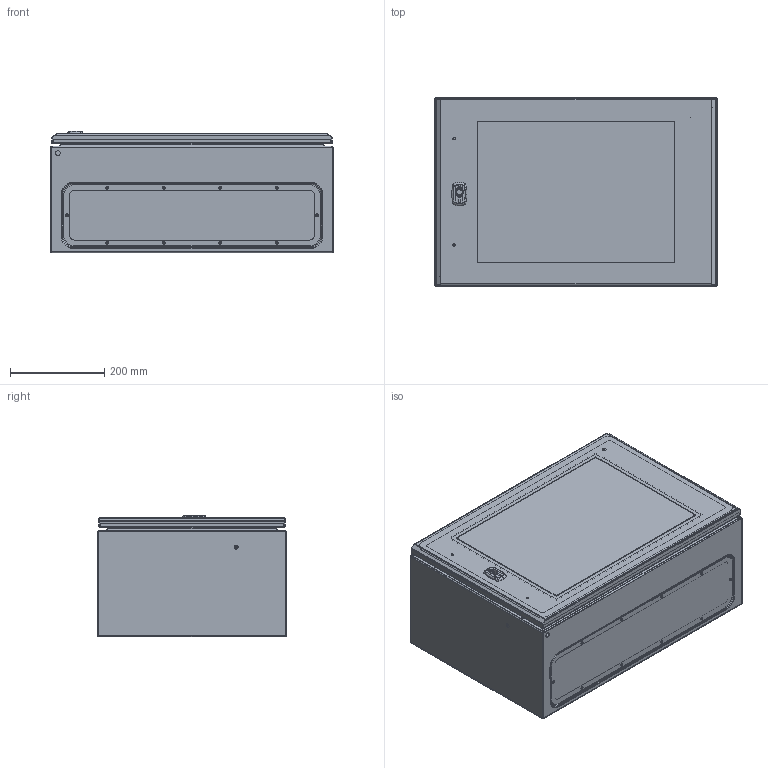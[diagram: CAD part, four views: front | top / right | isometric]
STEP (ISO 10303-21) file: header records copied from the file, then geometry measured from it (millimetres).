
FILE_DESCRIPTION(('STEP AP214'),'1');
FILE_NAME(' ',' ',('TraceParts'),('TraceParts S.A.'),'XStep 1.0',' ',' ');
FILE_SCHEMA(('automotive_design'));
Length unit declared in the file: millimetre
Products named in the file (25): nsys3d4625t_a_asm|51140585-S_4X6X2-5_ASM:1|51140583-S_ASM:1|51140583-S:1;51140583-S; nsys3d4625t_a_asm|51140585-S_4X6X2-5_ASM:1|51140583-S_ASM:1|ENN2538A_M8X25:1;ENN2538A_M8X25; nsys3d4625t_a_asm|51140585-S_4X6X2-5_ASM:1|51140583-S_ASM:2|51140583-S:1;51140583-S; nsys3d4625t_a_asm|51140585-S_4X6X2-5_ASM:1|51140583-S_ASM:2|ENN2538A_M8X25:1;ENN2538A_M8X25; nsys3d4625t_a_asm|51140585-S_4X6X2-5_ASM:1|51140583-S_ASM:3|51140583-S:1;51140583-S; nsys3d4625t_a_asm|51140585-S_4X6X2-5_ASM:1|51140583-S_ASM:3|ENN2538A_M8X25:1;ENN2538A_M8X25; nsys3d4625t_a_asm|51140585-S_4X6X2-5_ASM:1|51140583-S_ASM:4|51140583-S:1;51140583-S; nsys3d4625t_a_asm|51140585-S_4X6X2-5_ASM:1|51140583-S_ASM:4|ENN2538A_M8X25:1;ENN2538A_M8X25; nsys3d4625t_a_asm|51140585-S_4X6X2-5_ASM:1|51140582-S_ASM:1|51140582-S:1;51140582-S; nsys3d4625t_a_asm|51140585-S_4X6X2-5_ASM:1|51140582-S_ASM:1|ENN2538A_M6X17:1;ENN2538A_M6X17; nsys3d4625t_a_asm|51140585-S_4X6X2-5_ASM:1|51140582-S_ASM:2|51140582-S:1;51140582-S; nsys3d4625t_a_asm|51140585-S_4X6X2-5_ASM:1|51140582-S_ASM:2|ENN2538A_M6X17:1;ENN2538A_M6X17; nsys3d4625t_a_asm|51140585-S_4X6X2-5_ASM:1|51140585-S_400X600X250:1;51140585-S_400X600X250; nsys3d4625t_a_asm|51140553-S_4X6_ASM:1|51140582-S_ASM:1|51140582-S:1;51140582-S; nsys3d4625t_a_asm|51140553-S_4X6_ASM:1|51140582-S_ASM:1|ENN2538A_M6X17:1;ENN2538A_M6X17; nsys3d4625t_a_asm|51140553-S_4X6_ASM:1|51140553-S_400X600:1;51140553-S_400X600; nsys3d4625t_a_asm|51140553-S_4X6_ASM:1|51140553-S1_400X600:1;51140553-S1_400X600; nsys3d4625t_a_asm|51140553-S_4X6_ASM:1|51140590-S:1;51140590-S; nsys3d4625t_a_asm|51140553-S_4X6_ASM:1|51140590-S:2;51140590-S; nsys3d4625t_a_asm|51140553-S_4X6_ASM:1|51140978-S:1;51140978-S; nsys3d4625t_a_asm|51140553-S_4X6_ASM:1|51140978-S:2;51140978-S; nsys3d4625t_a_asm|51140553-S_4X6_ASM:1|51140598-S1_400X600:1;51140598-S1_400X600; nsys3d4625t_a_asm|51140553-S_4X6_ASM:1|51140598-S_400X600:1;51140598-S_400X600; nsys3d4625t_a_asm|51140856-S1:1;51140856-S1; nsys3d4625t_a_asm|51140599_PPC545X130:1;51140599_PPC545X130
Bounding box: 600 x 400 x 258.99 mm (x, y, z)
Volume: 1965624.8 mm3; surface area: 2328014.2 mm2
Topology: 25 solids, 25 shells, 1207 faces, 2867 edges, 1680 vertices
Faces by surface type: plane 368, cylinder 325, bspline 282, cone 147, torus 71, sphere 14
Entity records: 83041 total; most frequent: CARTESIAN_POINT 24706, STYLED_ITEM 5729, PRESENTATION_STYLE_ASSIGNMENT 5729, COLOUR_RGB 5729, ORIENTED_EDGE 5648, DIRECTION 4707, EDGE_CURVE 2824, CURVE_STYLE 2824
